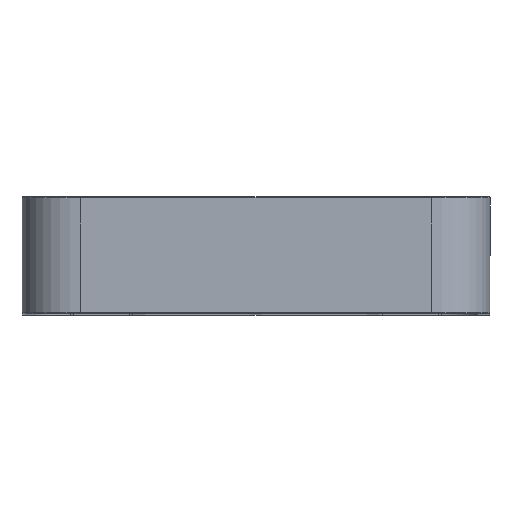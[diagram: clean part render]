
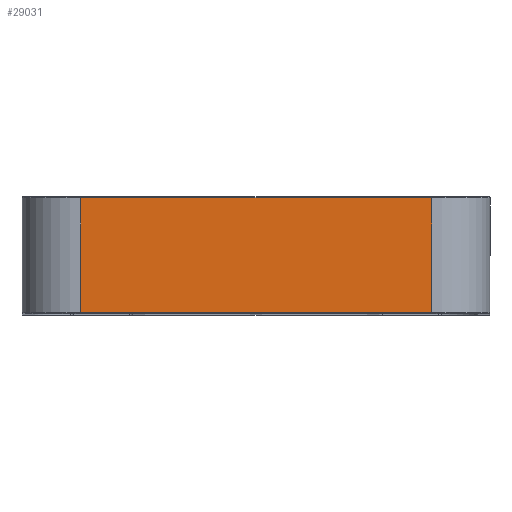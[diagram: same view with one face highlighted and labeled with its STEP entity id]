
A CAD part, top view. The second image highlights one B-rep face of the part: STEP entity #29031.
In plain terms, the highlighted planar face has unit normal (0, 0, 1).
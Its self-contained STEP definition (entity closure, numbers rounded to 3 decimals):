
#88=PLANE('',#30630);
#598=LINE('',#44170,#3126);
#608=LINE('',#44212,#3136);
#609=LINE('',#44216,#3137);
#610=LINE('',#44217,#3138);
#3126=VECTOR('',#34294,10.);
#3136=VECTOR('',#34342,10.);
#3137=VECTOR('',#34347,10.);
#3138=VECTOR('',#34348,10.);
#6707=FACE_OUTER_BOUND('',#8269,.T.);
#8269=EDGE_LOOP('',(#19773,#19774,#19775,#19776));
#12007=VERTEX_POINT('',#44160);
#12009=VERTEX_POINT('',#44166);
#12023=VERTEX_POINT('',#44211);
#12024=VERTEX_POINT('',#44215);
#15099=EDGE_CURVE('',#12007,#12009,#598,.T.);
#15120=EDGE_CURVE('',#12009,#12023,#608,.T.);
#15122=EDGE_CURVE('',#12024,#12007,#609,.T.);
#15123=EDGE_CURVE('',#12023,#12024,#610,.T.);
#19773=ORIENTED_EDGE('',*,*,#15099,.F.);
#19774=ORIENTED_EDGE('',*,*,#15122,.F.);
#19775=ORIENTED_EDGE('',*,*,#15123,.F.);
#19776=ORIENTED_EDGE('',*,*,#15120,.F.);
#29031=ADVANCED_FACE('',(#6707),#88,.T.);
#30630=AXIS2_PLACEMENT_3D('',#44214,#34345,#34346);
#34294=DIRECTION('',(-1.,0.,0.));
#34342=DIRECTION('',(0.,1.,0.));
#34345=DIRECTION('center_axis',(0.,0.,
1.));
#34346=DIRECTION('ref_axis',(1.,0.,0.));
#34347=DIRECTION('',(0.,-1.,0.));
#34348=DIRECTION('',(1.,0.,0.));
#44160=CARTESIAN_POINT('',(0.,-4.9,75.));
#44166=CARTESIAN_POINT('',(-30.,-4.9,75.));
#44170=CARTESIAN_POINT('',(-30.125,-4.9,75.));
#44211=CARTESIAN_POINT('',(-30.,4.9,75.));
#44212=CARTESIAN_POINT('',(-30.,0.,75.));
#44214=CARTESIAN_POINT('Origin',(-30.,0.,
75.));
#44215=CARTESIAN_POINT('',(0.,4.9,75.));
#44216=CARTESIAN_POINT('',(0.,0.,75.));
#44217=CARTESIAN_POINT('',(-30.125,4.9,75.));
